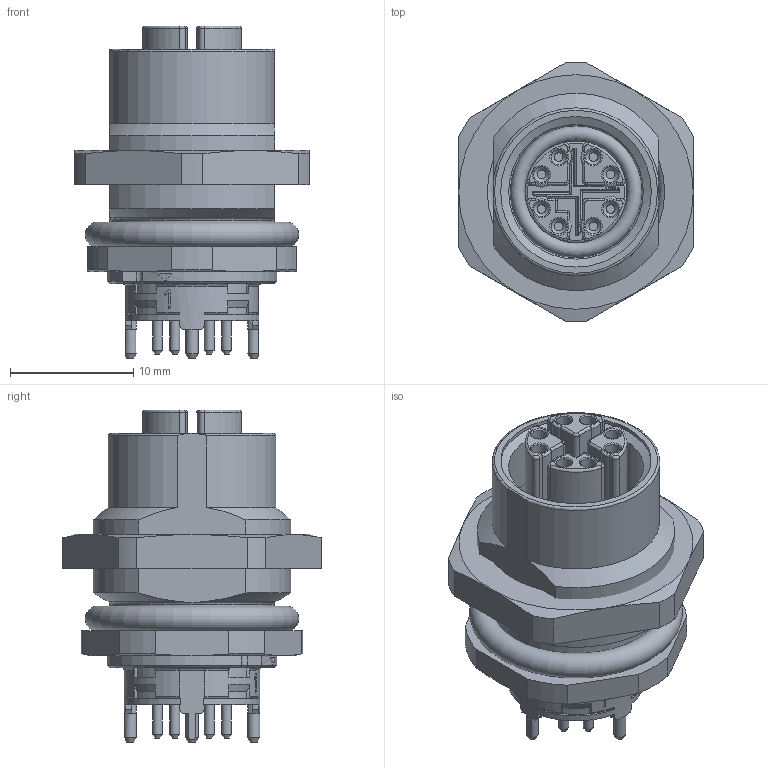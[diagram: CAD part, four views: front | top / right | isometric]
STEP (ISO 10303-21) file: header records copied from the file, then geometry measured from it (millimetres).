
FILE_DESCRIPTION(/* description */ (''),/* implementation_level */ '2;1');
FILE_NAME(/* name */ '09-3782-91-08-001_01.stp',/* time_stamp */ '2013-12-11T16:54:59+01:00',/* author */ (''),/* organization */ (''),/* preprocessor_version */ 'ST-DEVELOPER v14',/* originating_system */ 'SIEMENS PLM Software NX 8.0',/* authorisation */ '');
FILE_SCHEMA (('AP203_CONFIGURATION_CONTROLLED_3D_DESIGN_OF_MECHANICAL_PARTS_AND_ASSEMBLIES_MIM_LF { 1 0 10303 403 2 1 2}'));
Length unit declared in the file: millimetre
Products named in the file (1): umae158C930Dn0gc
Bounding box: 19 x 20.99 x 26.9 mm (x, y, z)
Volume: 3716.2 mm3; surface area: 3512.4 mm2
Topology: 4 solids, 4 shells, 437 faces, 1071 edges, 668 vertices
Faces by surface type: plane 176, cylinder 141, torus 52, cone 49, bspline 15, extrusion 2, sphere 2
Full cylindrical faces by diameter (mm): 0.7 x8, 0.8 x8, 1 x2, 1.2 x8, 1.24 x8, 8.25 x1, 10.917 x2, 12 x1, 12.2 x1, 13.3 x1, 14.376 x1
Entity records: 13866 total; most frequent: CARTESIAN_POINT 3837, DIRECTION 2122, ORIENTED_EDGE 1944, EDGE_CURVE 972, AXIS2_PLACEMENT_3D 846, VERTEX_POINT 651, EDGE_LOOP 545, ADVANCED_FACE 437
